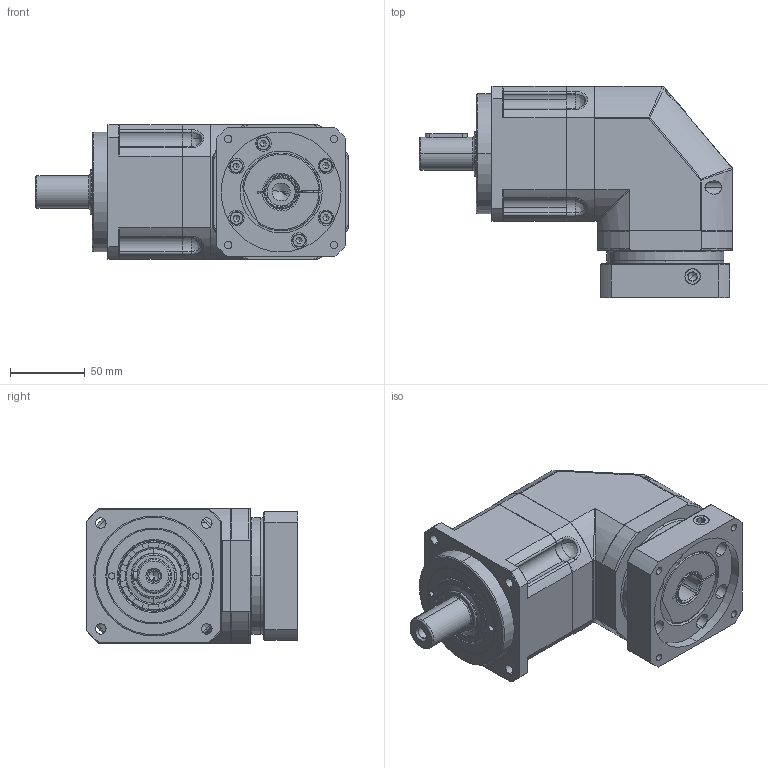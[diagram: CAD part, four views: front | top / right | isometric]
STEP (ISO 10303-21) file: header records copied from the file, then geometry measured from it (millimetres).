
FILE_DESCRIPTION (( 'STEP AP203' ), '1' );
FILE_NAME ('FABR-090D-L1-S2-P2-¦µ19-¦µ80-¦µ100-M6-45.STEP', '2022-11-17T00:12:17', ( 'PC' ), ( '' ), 'SwSTEP 2.0', 'SolidWorks 2018', '' );
FILE_SCHEMA (( 'CONFIG_CONTROL_DESIGN' ));
Length unit declared in the file: millimetre
Products named in the file (1): FABR-090D-L1-S2-P2-朴19-朴80-朴100-M6-45
Bounding box: 209 x 141 x 90 mm (x, y, z)
Surface area: 205824.5 mm2 (no closed solid volume)
Topology: 0 solids, 34 shells, 947 faces, 2304 edges, 1465 vertices
Faces by surface type: cylinder 384, plane 330, cone 126, bspline 97, torus 10
Entity records: 37851 total; most frequent: CARTESIAN_POINT 17757, ORIENTED_EDGE 4476, DIRECTION 3557, EDGE_CURVE 2275, AXIS2_PLACEMENT_3D 1482, VERTEX_POINT 1465, EDGE_LOOP 1068, B_SPLINE_CURVE_WITH_KNOTS 972
